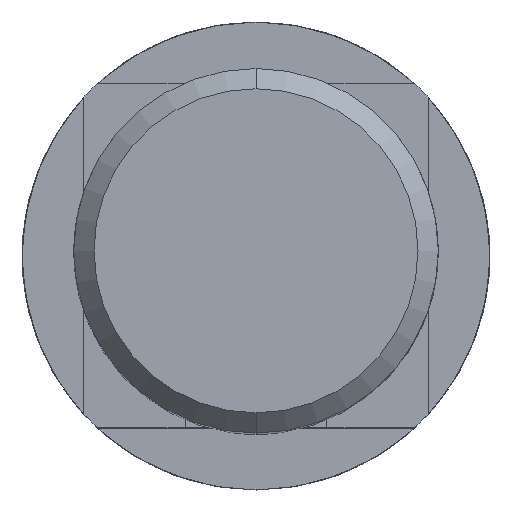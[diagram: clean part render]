
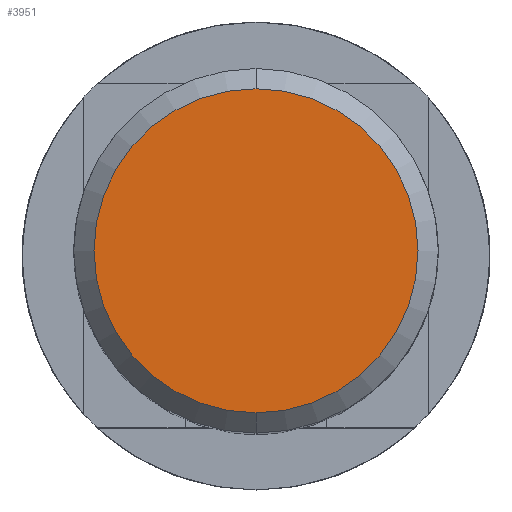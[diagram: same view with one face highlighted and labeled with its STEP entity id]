
A CAD part, top view. The second image highlights one B-rep face of the part: STEP entity #3951.
In plain terms, the highlighted planar face has unit normal (0, 0, 1).
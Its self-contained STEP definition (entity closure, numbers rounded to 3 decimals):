
#657 = EDGE_LOOP ( 'NONE', ( #1230, #1231 ) ) ;
#756 = VERTEX_POINT ( 'NONE', #8893 ) ;
#769 = VERTEX_POINT ( 'NONE', #8862 ) ;
#1230 = ORIENTED_EDGE ( 'NONE', *, *, #7363, .T. ) ;
#1231 = ORIENTED_EDGE ( 'NONE', *, *, #2804, .T. ) ;
#1362 = CARTESIAN_POINT ( 'NONE',  ( 0., 0.8, 13.2 ) ) ;
#1366 = PLANE ( 'NONE',  #2920 ) ;
#1368 = DIRECTION ( 'NONE',  ( 0., 0., -1. ) ) ;
#1369 = DIRECTION ( 'NONE',  ( 0., 1., 0. ) ) ;
#2804 = EDGE_CURVE ( 'NONE', #756, #769, #6565, .T. ) ;
#2862 = AXIS2_PLACEMENT_3D ( 'NONE', #4781, #4782, #4783 ) ;
#2920 = AXIS2_PLACEMENT_3D ( 'NONE', #1362, #1368, #1369 ) ;
#3682 = CARTESIAN_POINT ( 'NONE',  ( 0., 0., 13.2 ) ) ;
#3683 = DIRECTION ( 'NONE',  ( 0., 0., 1. ) ) ;
#3684 = DIRECTION ( 'NONE',  ( 0., -1., 0. ) ) ;
#3951 = ADVANCED_FACE ( 'NONE', ( #6671 ), #1366, .F. ) ;
#4781 = CARTESIAN_POINT ( 'NONE',  ( 0., 0., 13.2 ) ) ;
#4782 = DIRECTION ( 'NONE',  ( 0., 0., 1. ) ) ;
#4783 = DIRECTION ( 'NONE',  ( 0., -1., 0. ) ) ;
#6565 = CIRCLE ( 'NONE', #2862, 0.8 ) ;
#6671 = FACE_OUTER_BOUND ( 'NONE', #657, .T. ) ;
#6897 = AXIS2_PLACEMENT_3D ( 'NONE', #3682, #3683, #3684 ) ;
#7363 = EDGE_CURVE ( 'NONE', #769, #756, #9297, .T. ) ;
#8862 = CARTESIAN_POINT ( 'NONE',  ( 0., 0.8, 13.2 ) ) ;
#8893 = CARTESIAN_POINT ( 'NONE',  ( 0., -0.8, 13.2 ) ) ;
#9297 = CIRCLE ( 'NONE', #6897, 0.8 ) ;
